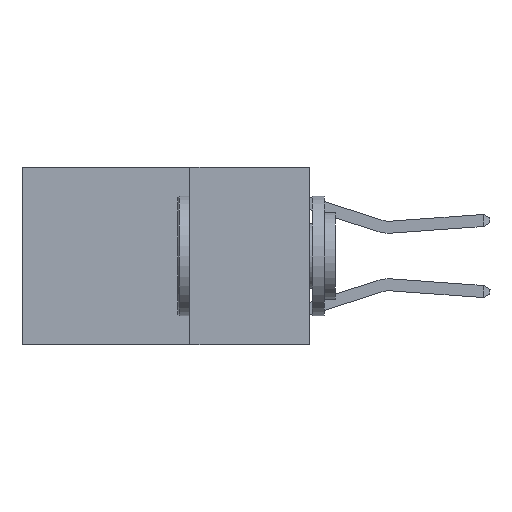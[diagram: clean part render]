
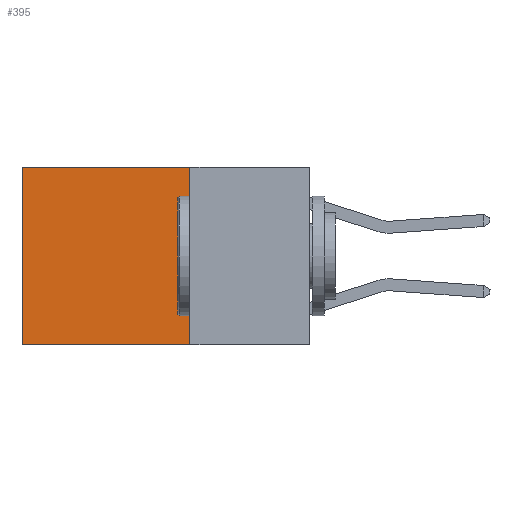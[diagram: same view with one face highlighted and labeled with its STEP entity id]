
A CAD part, left-side view. The second image highlights one B-rep face of the part: STEP entity #395.
In plain terms, the highlighted planar face has unit normal (-1, 0, 0).
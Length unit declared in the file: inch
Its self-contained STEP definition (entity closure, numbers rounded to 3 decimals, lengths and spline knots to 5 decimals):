
#395 = ADVANCED_FACE ( 'NONE', ( #3129 ), #9037, .F. ) ;
#421 = VERTEX_POINT ( 'NONE', #8165 ) ;
#597 = CARTESIAN_POINT ( 'NONE',  ( 0.2625, 0.6, -0.37 ) ) ;
#1388 = DIRECTION ( 'NONE',  ( 0., 0., -1. ) ) ;
#1491 = VECTOR ( 'NONE', #1388, 39.37008 ) ;
#1793 = EDGE_CURVE ( 'NONE', #6629, #3327, #5658, .T. ) ;
#1914 = AXIS2_PLACEMENT_3D ( 'NONE', #9826, #8851, #8839 ) ;
#1983 = DIRECTION ( 'NONE',  ( 0., 0., -1. ) ) ;
#2327 = ORIENTED_EDGE ( 'NONE', *, *, #4608, .T. ) ;
#2621 = VECTOR ( 'NONE', #1983, 39.37008 ) ;
#2836 = ORIENTED_EDGE ( 'NONE', *, *, #1793, .F. ) ;
#3129 = FACE_OUTER_BOUND ( 'NONE', #8369, .T. ) ;
#3192 = CARTESIAN_POINT ( 'NONE',  ( 0.2625, 0.6, 0. ) ) ;
#3327 = VERTEX_POINT ( 'NONE', #597 ) ;
#3506 = CARTESIAN_POINT ( 'NONE',  ( 0.2625, 0.25, -0.37 ) ) ;
#3532 = CARTESIAN_POINT ( 'NONE',  ( 0.2625, 0.25, 0. ) ) ;
#3843 = LINE ( 'NONE', #3192, #1491 ) ;
#3941 = VERTEX_POINT ( 'NONE', #3532 ) ;
#4121 = CARTESIAN_POINT ( 'NONE',  ( 0.2625, 0.25, 0. ) ) ;
#4608 = EDGE_CURVE ( 'NONE', #3941, #421, #8963, .T. ) ;
#4919 = LINE ( 'NONE', #8820, #2621 ) ;
#4992 = DIRECTION ( 'NONE',  ( 0., 1., 0. ) ) ;
#5658 = LINE ( 'NONE', #10051, #9919 ) ;
#5884 = ORIENTED_EDGE ( 'NONE', *, *, #6438, .T. ) ;
#6438 = EDGE_CURVE ( 'NONE', #421, #3327, #3843, .T. ) ;
#6629 = VERTEX_POINT ( 'NONE', #3506 ) ;
#6698 = VECTOR ( 'NONE', #4992, 39.37008 ) ;
#6738 = ORIENTED_EDGE ( 'NONE', *, *, #6773, .F. ) ;
#6773 = EDGE_CURVE ( 'NONE', #3941, #6629, #4919, .T. ) ;
#8165 = CARTESIAN_POINT ( 'NONE',  ( 0.2625, 0.6, 0. ) ) ;
#8369 = EDGE_LOOP ( 'NONE', ( #5884, #2836, #6738, #2327 ) ) ;
#8445 = DIRECTION ( 'NONE',  ( 0., 1., 0. ) ) ;
#8820 = CARTESIAN_POINT ( 'NONE',  ( 0.2625, 0.25, 0. ) ) ;
#8839 = DIRECTION ( 'NONE',  ( 0., 0., -1. ) ) ;
#8851 = DIRECTION ( 'NONE',  ( 1., 0., 0. ) ) ;
#8963 = LINE ( 'NONE', #4121, #6698 ) ;
#9037 = PLANE ( 'NONE',  #1914 ) ;
#9826 = CARTESIAN_POINT ( 'NONE',  ( 0.2625, 0.25, 0. ) ) ;
#9919 = VECTOR ( 'NONE', #8445, 39.37008 ) ;
#10051 = CARTESIAN_POINT ( 'NONE',  ( 0.2625, 0.25, -0.37 ) ) ;
